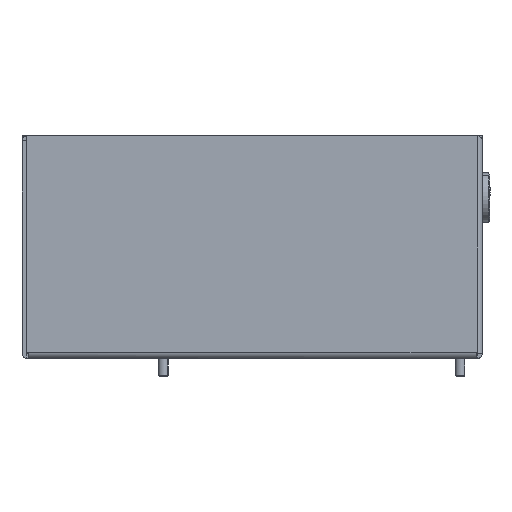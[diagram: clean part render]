
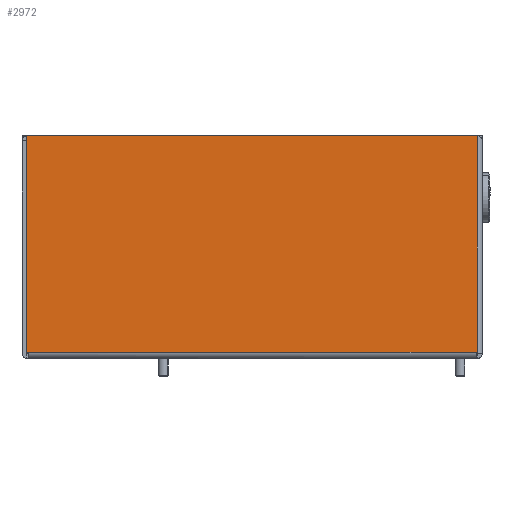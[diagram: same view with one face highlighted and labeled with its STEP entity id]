
A CAD part, left-side view. The second image highlights one B-rep face of the part: STEP entity #2972.
In plain terms, the highlighted face is planar.
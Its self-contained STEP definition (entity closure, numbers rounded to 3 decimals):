
#5 = VECTOR ( 'NONE', #2971, 1000. ) ;
#222 = ORIENTED_EDGE ( 'NONE', *, *, #3006, .T. ) ;
#224 = VERTEX_POINT ( 'NONE', #2060 ) ;
#420 = CARTESIAN_POINT ( 'NONE',  ( 237., 0., 0. ) ) ;
#690 = CARTESIAN_POINT ( 'NONE',  ( 237., 183.999, 0. ) ) ;
#745 = CARTESIAN_POINT ( 'NONE',  ( 237., 2.1, 87.9 ) ) ;
#832 = ORIENTED_EDGE ( 'NONE', *, *, #7087, .T. ) ;
#1094 = CARTESIAN_POINT ( 'NONE',  ( 237., 2.1, 0. ) ) ;
#1244 = PLANE ( 'NONE',  #2342 ) ;
#1625 = VERTEX_POINT ( 'NONE', #1094 ) ;
#2060 = CARTESIAN_POINT ( 'NONE',  ( 237., 183.5, 87.5 ) ) ;
#2274 = LINE ( 'NONE', #420, #2809 ) ;
#2342 = AXIS2_PLACEMENT_3D ( 'NONE', #2937, #5734, #4011 ) ;
#2809 = VECTOR ( 'NONE', #3934, 1000. ) ;
#2895 = LINE ( 'NONE', #6997, #5488 ) ;
#2903 = CARTESIAN_POINT ( 'NONE',  ( 237., 2.5, 87.9 ) ) ;
#2910 = ORIENTED_EDGE ( 'NONE', *, *, #6947, .T. ) ;
#2937 = CARTESIAN_POINT ( 'NONE',  ( 237., 0., 90. ) ) ;
#2971 = DIRECTION ( 'NONE',  ( 0., 0., -1. ) ) ;
#2972 = ADVANCED_FACE ( 'NONE', ( #5688 ), #1244, .F. ) ;
#2990 = DIRECTION ( 'NONE',  ( 0., 0., -1. ) ) ;
#3006 = EDGE_CURVE ( 'NONE', #4688, #4208, #5238, .T. ) ;
#3018 = CARTESIAN_POINT ( 'NONE',  ( 237., 183.999, 90. ) ) ;
#3019 = EDGE_CURVE ( 'NONE', #5348, #5861, #6757, .T. ) ;
#3072 = VECTOR ( 'NONE', #4527, 1000. ) ;
#3530 = ORIENTED_EDGE ( 'NONE', *, *, #3019, .F. ) ;
#3803 = ORIENTED_EDGE ( 'NONE', *, *, #7244, .T. ) ;
#3807 = VECTOR ( 'NONE', #6159, 1000. ) ;
#3934 = DIRECTION ( 'NONE',  ( 0., 1., 0. ) ) ;
#4011 = DIRECTION ( 'NONE',  ( 0., -1., 0. ) ) ;
#4138 = ORIENTED_EDGE ( 'NONE', *, *, #5276, .F. ) ;
#4183 = CARTESIAN_POINT ( 'NONE',  ( 237., 183.999, 87.5 ) ) ;
#4189 = VECTOR ( 'NONE', #2990, 1000. ) ;
#4208 = VERTEX_POINT ( 'NONE', #745 ) ;
#4463 = ORIENTED_EDGE ( 'NONE', *, *, #5537, .T. ) ;
#4504 = LINE ( 'NONE', #6485, #3072 ) ;
#4527 = DIRECTION ( 'NONE',  ( 0., -1., 0. ) ) ;
#4669 = VERTEX_POINT ( 'NONE', #4699 ) ;
#4688 = VERTEX_POINT ( 'NONE', #2903 ) ;
#4699 = CARTESIAN_POINT ( 'NONE',  ( 237., 2.5, 87.5 ) ) ;
#5014 = CARTESIAN_POINT ( 'NONE',  ( 237., 2.5, 90. ) ) ;
#5061 = LINE ( 'NONE', #6930, #5 ) ;
#5238 = LINE ( 'NONE', #5759, #7284 ) ;
#5276 = EDGE_CURVE ( 'NONE', #4688, #4669, #6115, .T. ) ;
#5333 = DIRECTION ( 'NONE',  ( 0., -1., 0. ) ) ;
#5348 = VERTEX_POINT ( 'NONE', #4183 ) ;
#5417 = DIRECTION ( 'NONE',  ( 0., -1., 0. ) ) ;
#5488 = VECTOR ( 'NONE', #5417, 1000. ) ;
#5537 = EDGE_CURVE ( 'NONE', #224, #4669, #4504, .T. ) ;
#5688 = FACE_OUTER_BOUND ( 'NONE', #6918, .T. ) ;
#5734 = DIRECTION ( 'NONE',  ( -1., 0., 0. ) ) ;
#5759 = CARTESIAN_POINT ( 'NONE',  ( 237., 2.5, 87.9 ) ) ;
#5861 = VERTEX_POINT ( 'NONE', #690 ) ;
#6115 = LINE ( 'NONE', #5014, #3807 ) ;
#6159 = DIRECTION ( 'NONE',  ( 0., 0., -1. ) ) ;
#6485 = CARTESIAN_POINT ( 'NONE',  ( 237., 183.5, 87.5 ) ) ;
#6757 = LINE ( 'NONE', #3018, #4189 ) ;
#6918 = EDGE_LOOP ( 'NONE', ( #832, #4463, #4138, #222, #2910, #3803, #3530 ) ) ;
#6930 = CARTESIAN_POINT ( 'NONE',  ( 237., 2.1, 90. ) ) ;
#6947 = EDGE_CURVE ( 'NONE', #4208, #1625, #5061, .T. ) ;
#6997 = CARTESIAN_POINT ( 'NONE',  ( 237., 0., 87.5 ) ) ;
#7087 = EDGE_CURVE ( 'NONE', #5348, #224, #2895, .T. ) ;
#7244 = EDGE_CURVE ( 'NONE', #1625, #5861, #2274, .T. ) ;
#7284 = VECTOR ( 'NONE', #5333, 1000. ) ;
